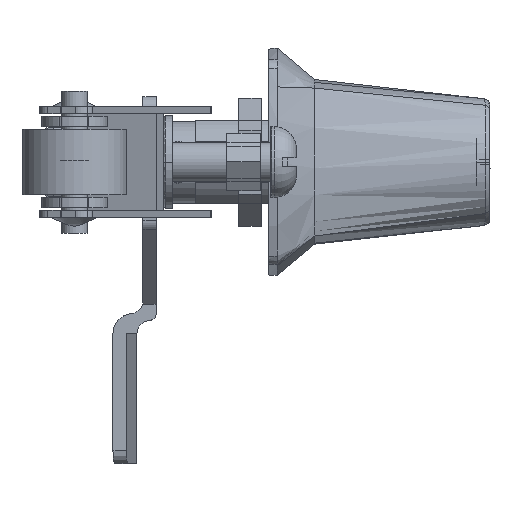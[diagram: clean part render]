
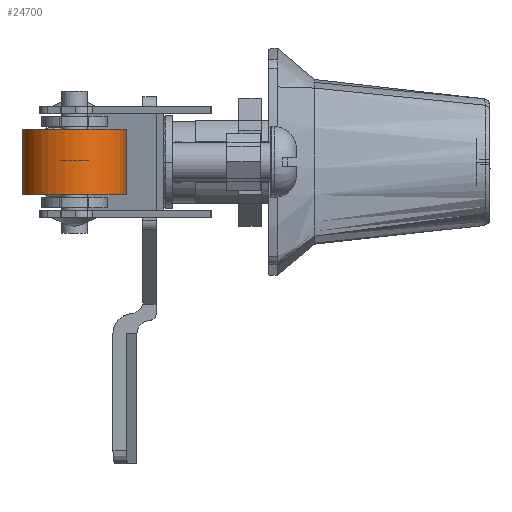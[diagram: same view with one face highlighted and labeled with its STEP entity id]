
A CAD part, front view. The second image highlights one B-rep face of the part: STEP entity #24700.
In plain terms, the highlighted cylindrical face has radius 12.7 mm (diameter 25.4 mm), a partial arc.
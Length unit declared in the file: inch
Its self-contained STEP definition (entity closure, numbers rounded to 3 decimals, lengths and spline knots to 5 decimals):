
#33 = CARTESIAN_POINT ( 'NONE',  ( -2.0935, 0.68967, 40.2464 ) ) ;
#1036 = DIRECTION ( 'NONE',  ( -1., 0., 0. ) ) ;
#3806 = DIRECTION ( 'NONE',  ( 0., 1., 0. ) ) ;
#3956 = EDGE_CURVE ( 'NONE', #25368, #13274, #23652, .T. ) ;
#5104 = DIRECTION ( 'NONE',  ( 1., 0., 0. ) ) ;
#5231 = DIRECTION ( 'NONE',  ( 1., 0., 0. ) ) ;
#6432 = CARTESIAN_POINT ( 'NONE',  ( -2.0935, 0.68967, 40.2464 ) ) ;
#7000 = ORIENTED_EDGE ( 'NONE', *, *, #22942, .F. ) ;
#7271 = DIRECTION ( 'NONE',  ( 0., 1., 0. ) ) ;
#7512 = ORIENTED_EDGE ( 'NONE', *, *, #27088, .T. ) ;
#8163 = VERTEX_POINT ( 'NONE', #6432 ) ;
#8996 = DIRECTION ( 'NONE',  ( 0., 1., 0. ) ) ;
#9708 = DIRECTION ( 'NONE',  ( 1., 0., 0. ) ) ;
#10153 = FACE_OUTER_BOUND ( 'NONE', #26849, .T. ) ;
#10557 = AXIS2_PLACEMENT_3D ( 'NONE', #16697, #9708, #8996 ) ;
#13274 = VERTEX_POINT ( 'NONE', #26923 ) ;
#14020 = LINE ( 'NONE', #16547, #25775 ) ;
#15859 = VERTEX_POINT ( 'NONE', #17786 ) ;
#15898 = VECTOR ( 'NONE', #16473, 39.37008 ) ;
#16473 = DIRECTION ( 'NONE',  ( 1., 0., 0. ) ) ;
#16547 = CARTESIAN_POINT ( 'NONE',  ( -2.0935, -0.31033, 40.2464 ) ) ;
#16697 = CARTESIAN_POINT ( 'NONE',  ( -2.0935, 0.18967, 40.2464 ) ) ;
#16942 = AXIS2_PLACEMENT_3D ( 'NONE', #28567, #5104, #7271 ) ;
#17446 = AXIS2_PLACEMENT_3D ( 'NONE', #22324, #1036, #3806 ) ;
#17786 = CARTESIAN_POINT ( 'NONE',  ( -2.0935, -0.31033, 40.2464 ) ) ;
#19663 = ORIENTED_EDGE ( 'NONE', *, *, #3956, .T. ) ;
#22324 = CARTESIAN_POINT ( 'NONE',  ( -1.4685, 0.18967, 40.2464 ) ) ;
#22942 = EDGE_CURVE ( 'NONE', #8163, #13274, #28420, .T. ) ;
#23440 = CARTESIAN_POINT ( 'NONE',  ( -1.4685, -0.31033, 40.2464 ) ) ;
#23652 = CIRCLE ( 'NONE', #17446, 0.5 ) ;
#24700 = ADVANCED_FACE ( 'NONE', ( #10153 ), #24796, .T. ) ;
#24796 = CYLINDRICAL_SURFACE ( 'NONE', #10557, 0.5 ) ;
#25013 = ORIENTED_EDGE ( 'NONE', *, *, #27373, .T. ) ;
#25368 = VERTEX_POINT ( 'NONE', #23440 ) ;
#25775 = VECTOR ( 'NONE', #5231, 39.37008 ) ;
#26522 = CIRCLE ( 'NONE', #16942, 0.5 ) ;
#26849 = EDGE_LOOP ( 'NONE', ( #25013, #7512, #19663, #7000 ) ) ;
#26923 = CARTESIAN_POINT ( 'NONE',  ( -1.4685, 0.68967, 40.2464 ) ) ;
#27088 = EDGE_CURVE ( 'NONE', #15859, #25368, #14020, .T. ) ;
#27373 = EDGE_CURVE ( 'NONE', #8163, #15859, #26522, .T. ) ;
#28420 = LINE ( 'NONE', #33, #15898 ) ;
#28567 = CARTESIAN_POINT ( 'NONE',  ( -2.0935, 0.18967, 40.2464 ) ) ;
